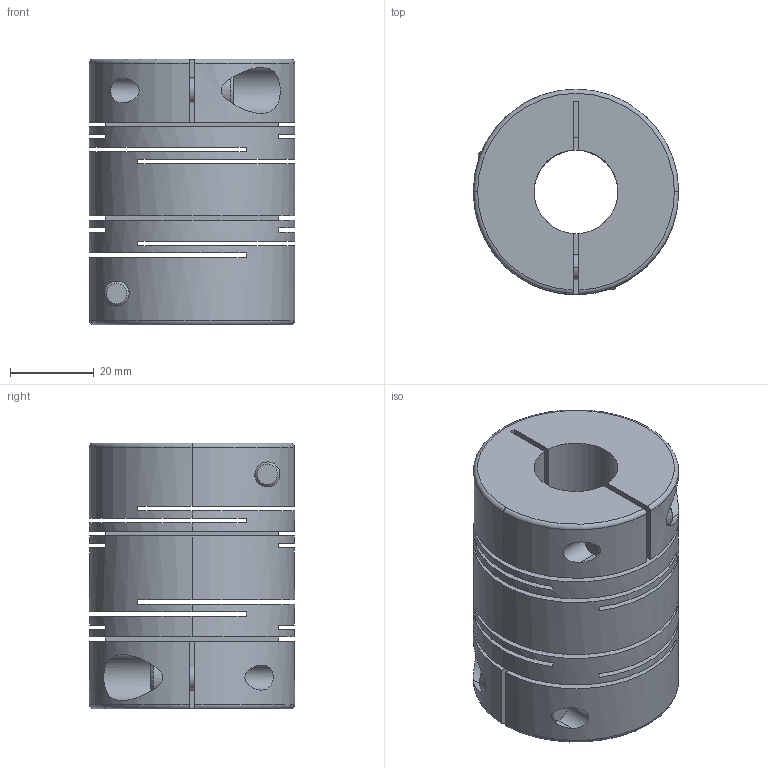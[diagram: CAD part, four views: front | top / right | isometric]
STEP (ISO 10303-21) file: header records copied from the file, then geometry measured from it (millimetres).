
FILE_DESCRIPTION (( 'STEP AP203' ), '1' );
FILE_NAME ('SRBA-49C-20-20.step', '2021-04-15T13:02:48', ( '' ), ( '' ), 'SwSTEP 2.0', 'SolidWorks 2021', '' );
FILE_SCHEMA (( 'CONFIG_CONTROL_DESIGN' ));
Length unit declared in the file: millimetre
Products named in the file (1): SRBA-49C-20-20
Bounding box: 49 x 49 x 63.5 mm (x, y, z)
Volume: 86229.5 mm3; surface area: 37968.5 mm2
Topology: 1 solids, 1 shells, 114 faces, 298 edges, 194 vertices
Faces by surface type: plane 60, cylinder 42, cone 8, torus 4
Entity records: 4607 total; most frequent: CARTESIAN_POINT 1593, DIRECTION 638, ORIENTED_EDGE 596, EDGE_CURVE 298, AXIS2_PLACEMENT_3D 237, VERTEX_POINT 194, LINE 164, VECTOR 164
